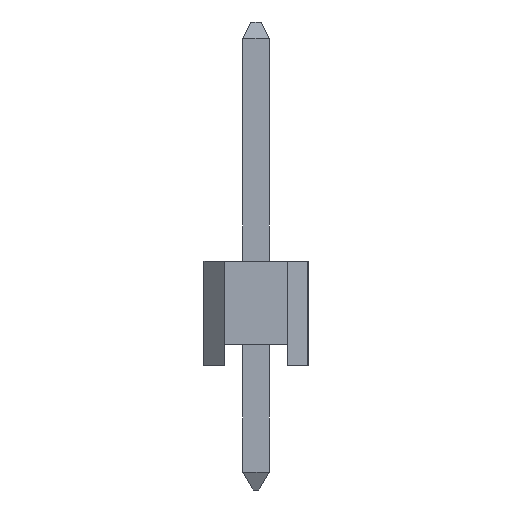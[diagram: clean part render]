
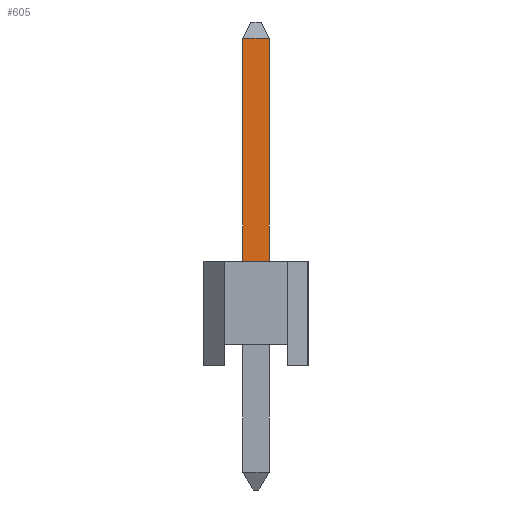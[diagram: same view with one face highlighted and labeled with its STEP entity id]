
A CAD part, left-side view. The second image highlights one B-rep face of the part: STEP entity #605.
In plain terms, the highlighted planar face has unit normal (-1, 0, 0).
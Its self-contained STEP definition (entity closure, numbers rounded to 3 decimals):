
#99=FACE_OUTER_BOUND('',#133,.T.);
#133=EDGE_LOOP('',(#483,#484,#485,#486));
#187=LINE('',#946,#259);
#190=LINE('',#952,#262);
#191=LINE('',#953,#263);
#192=LINE('',#954,#264);
#259=VECTOR('',#762,1000.);
#262=VECTOR('',#767,1000.);
#263=VECTOR('',#768,1000.);
#264=VECTOR('',#769,1000.);
#319=VERTEX_POINT('',#944);
#320=VERTEX_POINT('',#945);
#321=VERTEX_POINT('',#950);
#322=VERTEX_POINT('',#951);
#375=EDGE_CURVE('',#319,#320,#187,.T.);
#378=EDGE_CURVE('',#321,#322,#190,.T.);
#379=EDGE_CURVE('',#321,#319,#191,.T.);
#380=EDGE_CURVE('',#320,#322,#192,.T.);
#483=ORIENTED_EDGE('',*,*,#378,.F.);
#484=ORIENTED_EDGE('',*,*,#379,.T.);
#485=ORIENTED_EDGE('',*,*,#375,.T.);
#486=ORIENTED_EDGE('',*,*,#380,.T.);
#571=PLANE('',#656);
#605=ADVANCED_FACE('',(#99),#571,.F.);
#656=AXIS2_PLACEMENT_3D('',#949,#765,#766);
#762=DIRECTION('',(0.,0.,-1.));
#765=DIRECTION('center_axis',(1.,0.,0.));
#766=DIRECTION('ref_axis',(0.,1.,0.));
#767=DIRECTION('',(0.,0.,-1.));
#768=DIRECTION('',(0.,1.,0.));
#769=DIRECTION('',(0.,-1.,0.));
#944=CARTESIAN_POINT('',(-0.32,0.32,8.13));
#945=CARTESIAN_POINT('',(-0.32,0.32,2.69));
#946=CARTESIAN_POINT('',(-0.32,0.32,8.53));
#949=CARTESIAN_POINT('Origin',(-0.32,0.32,8.53));
#950=CARTESIAN_POINT('',(-0.32,-0.32,8.13));
#951=CARTESIAN_POINT('',(-0.32,-0.32,2.69));
#952=CARTESIAN_POINT('',(-0.32,-0.32,8.53));
#953=CARTESIAN_POINT('',(-0.32,0.32,8.13));
#954=CARTESIAN_POINT('',(-0.32,0.32,2.69));
